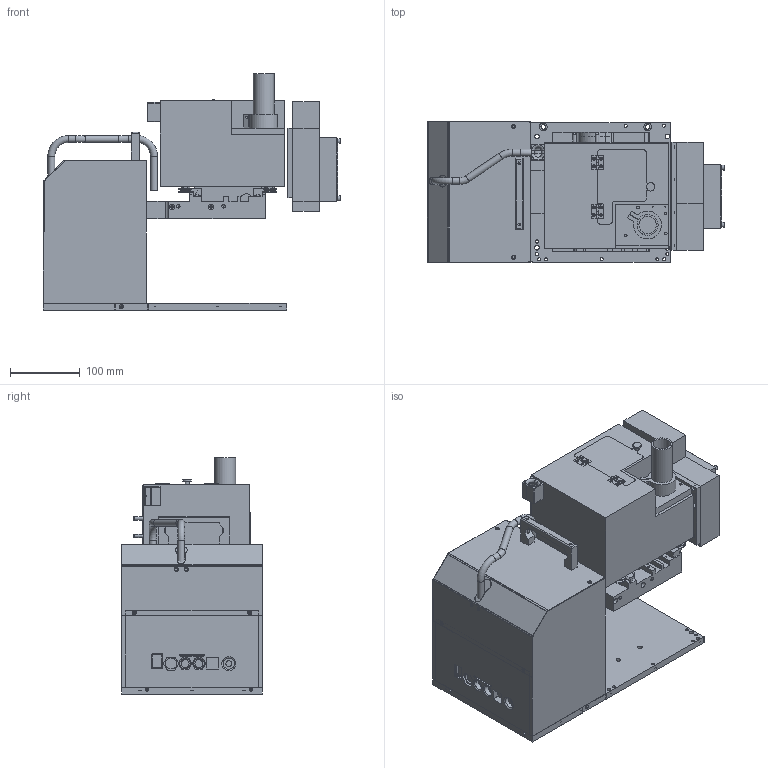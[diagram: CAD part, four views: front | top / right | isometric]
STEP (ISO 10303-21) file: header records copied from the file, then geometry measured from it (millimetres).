
FILE_DESCRIPTION(/* description */ (''),/* implementation_level */ '2;1');
FILE_NAME(/* name */ 'MSM+120-Z-MAX',/* time_stamp */ '2021-02-24T09:49:57+01:00',/* author */ (''),/* organization */ (''),/* preprocessor_version */ 'ST-DEVELOPER v16.5',/* originating_system */ 'HiCAD 2020 2501.0 Build 260',/* authorisation */ '');
FILE_SCHEMA (('AUTOMOTIVE_DESIGN { 1 0 10303 214 1 1 1 1 }'));
Products named in the file (55): Root; Baugruppe-Step_Baugruppe; MSM-BODENPLATTE; Baugruppe-Kamerakassette_Baugruppe; Abdeckung X-Antrieb_Baugruppe; MSM-RIEMENABDECKUNG; ISO 14579-M3x16-A2-70_Zylinderkopfschrauben_0; GSJ195CNS; GSJ195ENS; Translationsteil_1; Scharnier_Baugruppe; ZYLINDER_0; TRANSLATIONSTEIL_0; Rändelschraube M3x6 DIN 464 Ms; MSM-FILTERWECHELKLAPPE; Translationsteil_2; Normteilgruppe _0; ISO 14579-M4x30-A2-70_Zylinderkopfschrauben_0; Translationsteil_3; MSM-BETÄTIGUNGSSTIFT-1; Gehäuseblech-1F_Baugruppe; ISO 14581-M2.5x5-4.8_Senkschrauben; MSM-GEHÄUSEBLECH-1-F; Objektiv 15-fach; MSM-OBJEKTIVTRÄGER-1; MSM-ANSCHLUßPLATTE; HEPCO-SCHIENE-NVE-L; MSM-U-120-KABELUMLENKUNG-1; MSM-U-120-KABELUMLENKUNG-2; Baugruppe-Gehäuseturm_Baugruppe; Translationsteil_0; Bügelgriff-102741; MSM-120-DECKBLECH_Kantblech; MSM-U-120-Anschlussfeld; Baugruppe-Kabel-120_Baugruppe; Kantenzugsweep_5; MSM-HORIZONTALSCHLITTEN
Assembly tree (54 placements, depth 5):
  Root
    Baugruppe-Step_Baugruppe
      MSM-BODENPLATTE
      Baugruppe-Kamerakassette_Baugruppe
        Abdeckung X-Antrieb_Baugruppe
          MSM-RIEMENABDECKUNG
          ISO 14579-M3x16-A2-70_Zylinderkopfschrauben_0
          ISO 14579-M3x16-A2-70_Zylinderkopfschrauben_0
          ISO 14579-M3x16-A2-70_Zylinderkopfschrauben_0
        GSJ195CNS
        GSJ195CNS
        GSJ195ENS
        GSJ195ENS
        Translationsteil_1
        Scharnier_Baugruppe
          ZYLINDER_0
          TRANSLATIONSTEIL_0
          TRANSLATIONSTEIL_0
        Scharnier_Baugruppe
          ZYLINDER_0
          TRANSLATIONSTEIL_0
          TRANSLATIONSTEIL_0
        Rändelschraube M3x6 DIN 464 Ms
        MSM-FILTERWECHELKLAPPE
        Translationsteil_2
        TRANSLATIONSTEIL_0
        Normteilgruppe _0
          ISO 14579-M4x30-A2-70_Zylinderkopfschrauben_0
          ISO 14579-M4x30-A2-70_Zylinderkopfschrauben_0
          ISO 14579-M4x30-A2-70_Zylinderkopfschrauben_0
          ISO 14579-M4x30-A2-70_Zylinderkopfschrauben_0
        Translationsteil_3
        MSM-BETÄTIGUNGSSTIFT-1
        MSM-BETÄTIGUNGSSTIFT-1
        Gehäuseblech-1F_Baugruppe
          ISO 14581-M2.5x5-4.8_Senkschrauben
          ISO 14581-M2.5x5-4.8_Senkschrauben
          ISO 14581-M2.5x5-4.8_Senkschrauben
          ISO 14581-M2.5x5-4.8_Senkschrauben
          MSM-GEHÄUSEBLECH-1-F
        Objektiv 15-fach
        MSM-OBJEKTIVTRÄGER-1
        MSM-ANSCHLUßPLATTE
        HEPCO-SCHIENE-NVE-L
        HEPCO-SCHIENE-NVE-L
        MSM-U-120-KABELUMLENKUNG-1
        MSM-U-120-KABELUMLENKUNG-2
      Baugruppe-Gehäuseturm_Baugruppe
        Translationsteil_0
        Bügelgriff-102741
        MSM-120-DECKBLECH_Kantblech
        MSM-U-120-Anschlussfeld
        Baugruppe-Kabel-120_Baugruppe
          Kantenzugsweep_5
      MSM-HORIZONTALSCHLITTEN
Bounding box: 427.3 x 202 x 340 mm (x, y, z)
Volume: 11169959.8 mm3; surface area: 1032899 mm2
Topology: 45 solids, 45 shells, 1690 faces, 4500 edges, 3002 vertices
Faces by surface type: plane 800, cylinder 705, cone 155, torus 20, sphere 10
Full cylindrical faces by diameter (mm): 1.509 x6, 1.6 x10, 2.05 x9, 2.5 x27, 3 x4, 3.141 x2, 3.2 x5, 3.3 x16, 3.4 x17, 3.5 x8, 4 x8, 4.3 x9, 4.5 x17, 4.6 x2, 4.7 x4, 5 x14, 5.5 x3, 6 x7, 6.5 x18, 6.6 x6, 7 x4, 8 x22, 8.5 x1, 9 x2, 10 x7, 11 x2, 11.4 x2, 11.63 x2, 12 x5, 13 x1
Entity records: 94050 total; most frequent: CARTESIAN_POINT 12948, DIRECTION 8992, PRESENTATION_STYLE_ASSIGNMENT 7816, OVER_RIDING_STYLED_ITEM 7771, DRAUGHTING_PRE_DEFINED_CURVE_FONT 7758, CURVE_STYLE 7758, ORIENTED_EDGE 7758, COLOUR_RGB 7610
